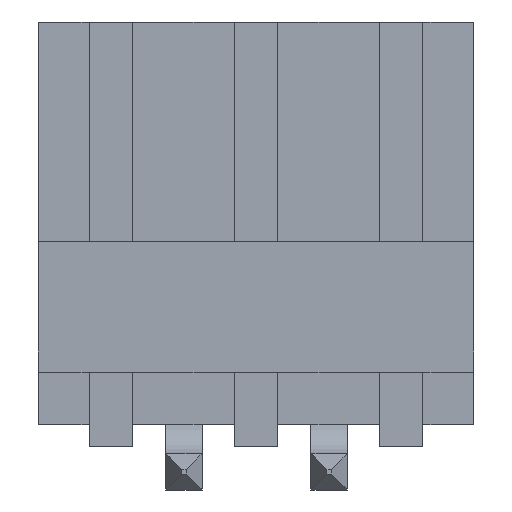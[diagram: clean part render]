
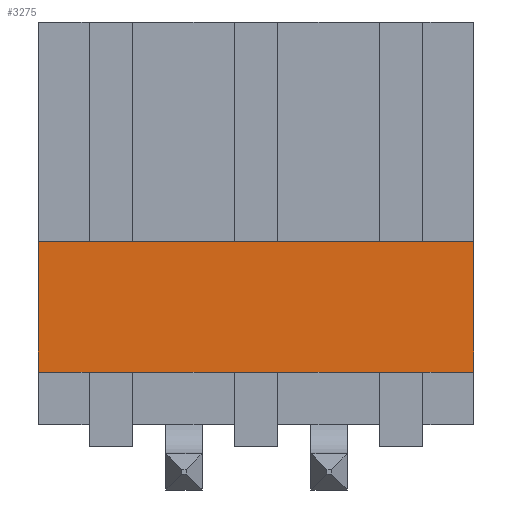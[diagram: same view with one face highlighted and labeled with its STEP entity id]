
A CAD part, front view. The second image highlights one B-rep face of the part: STEP entity #3275.
In plain terms, the highlighted planar face has unit normal (0, -1, 0).
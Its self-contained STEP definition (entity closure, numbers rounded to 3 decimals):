
#261=DIRECTION('',(0.,0.,1.));
#262=VECTOR('',#261,1.8);
#263=CARTESIAN_POINT('',(2.,-2.7,1.025));
#264=LINE('1781',#263,#262);
#265=DIRECTION('',(1.,0.,0.));
#266=VECTOR('',#265,6.);
#267=CARTESIAN_POINT('',(2.,-2.7,2.825));
#268=LINE('1960',#267,#266);
#269=DIRECTION('',(0.,0.,-1.));
#270=VECTOR('',#269,1.8);
#271=CARTESIAN_POINT('',(8.,-2.7,2.825));
#272=LINE('1910',#271,#270);
#273=DIRECTION('',(-1.,0.,0.));
#274=VECTOR('',#273,6.);
#275=CARTESIAN_POINT('',(8.,-2.7,1.025));
#276=LINE('1822',#275,#274);
#2259=CARTESIAN_POINT('',(2.,-2.7,2.825));
#2260=VERTEX_POINT('',#2259);
#2261=CARTESIAN_POINT('',(2.,-2.7,1.025));
#2262=VERTEX_POINT('',#2261);
#2335=CARTESIAN_POINT('',(8.,-2.7,1.025));
#2336=VERTEX_POINT('',#2335);
#2461=CARTESIAN_POINT('',(8.,-2.7,2.825));
#2462=VERTEX_POINT('',#2461);
#3263=CARTESIAN_POINT('',(5.,-2.7,1.925));
#3264=DIRECTION('',(0.,1.,0.));
#3265=DIRECTION('',(0.,0.,-1.));
#3266=AXIS2_PLACEMENT_3D('',#3263,#3264,#3265);
#3267=PLANE('2329',#3266);
#3268=ORIENTED_EDGE('1781',*,*,#3226,.T.);
#3269=ORIENTED_EDGE('1960',*,*,#3069,.T.);
#3270=ORIENTED_EDGE('1910',*,*,#3018,.T.);
#3272=ORIENTED_EDGE('1822',*,*,#3271,.T.);
#3273=EDGE_LOOP('2329',(#3268,#3269,#3270,#3272));
#3274=FACE_OUTER_BOUND('2329',#3273,.F.);
#3275=ADVANCED_FACE('2329',(#3274),#3267,.F.);
#3018=EDGE_CURVE('1910',#2462,#2336,#272,.T.);
#3069=EDGE_CURVE('1960',#2260,#2462,#268,.T.);
#3226=EDGE_CURVE('1781',#2262,#2260,#264,.T.);
#3271=EDGE_CURVE('1822',#2336,#2262,#276,.T.);
